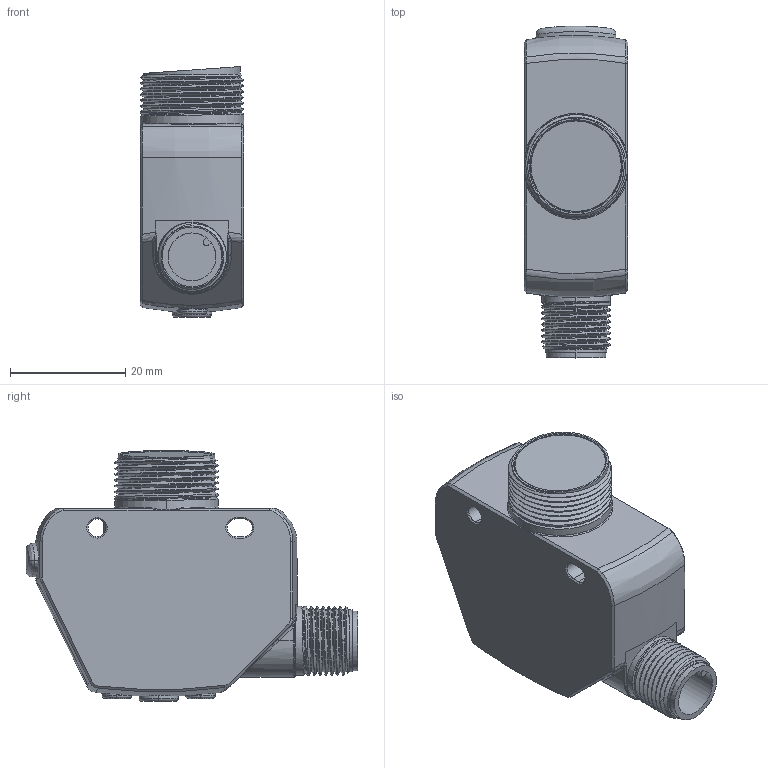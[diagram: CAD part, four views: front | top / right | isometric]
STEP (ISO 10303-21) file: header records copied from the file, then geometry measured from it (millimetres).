
FILE_DESCRIPTION((''),'2;1');
FILE_NAME('190856_ASM','2019-08-20T09:47:27',('pdmadmin'),('BANNER ENGINEERING'),'CREO PARAMETRIC BY PTC INC, 2018300','CREO PARAMETRIC BY PTC INC, 2018300','');
FILE_SCHEMA(('CONFIG_CONTROL_DESIGN'));
Length unit declared in the file: millimetre
Products named in the file (9): 190856_HOUSING; 190856_CONNECTOR; 190856_SMALL_BTN; 190856_LARGE_BTN; 190856_DISP_WINDOW; 190856_INDICATOR; 190856_FRONT_WINDOW; 190856_COVER; 190856_ASM
Assembly tree (9 placements, depth 2):
  190856_ASM
    190856_HOUSING
    190856_CONNECTOR
    190856_SMALL_BTN  x2
    190856_LARGE_BTN
    190856_DISP_WINDOW
    190856_INDICATOR
    190856_FRONT_WINDOW
    190856_COVER
Bounding box: 18 x 57.55 x 43.5 mm (x, y, z)
Volume: 25512.8 mm3; surface area: 11933.5 mm2
Topology: 9 solids, 12 shells, 360 faces, 861 edges, 532 vertices
Faces by surface type: cylinder 119, plane 103, bspline 91, cone 31, torus 9, extrusion 4, sphere 3
Entity records: 18955 total; most frequent: CARTESIAN_POINT 11126, ORIENTED_EDGE 1686, DIRECTION 1400, EDGE_CURVE 849, VERTEX_POINT 526, AXIS2_PLACEMENT_3D 504, VECTOR 392, LINE 388
